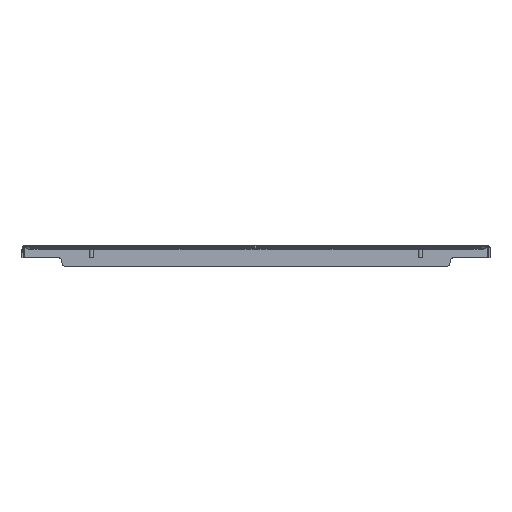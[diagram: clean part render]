
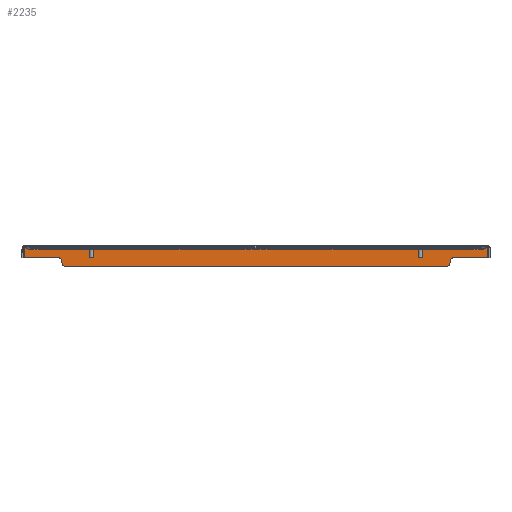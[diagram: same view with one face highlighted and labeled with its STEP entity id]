
A CAD part, front view. The second image highlights one B-rep face of the part: STEP entity #2235.
In plain terms, the highlighted planar face has unit normal (0, -1, 0).
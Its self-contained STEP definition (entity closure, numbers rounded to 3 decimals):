
#246 = CARTESIAN_POINT ( 'NONE',  ( -336.086, 998.5, -17.8 ) ) ;
#327 = CARTESIAN_POINT ( 'NONE',  ( -276.086, 998.5, -25. ) ) ;
#351 = DIRECTION ( 'NONE',  ( 0., 1., 0. ) ) ;
#374 = ORIENTED_EDGE ( 'NONE', *, *, #391, .F. ) ;
#391 = EDGE_CURVE ( 'NONE', #1274, #3123, #915, .T. ) ;
#428 = LINE ( 'NONE', #2129, #1753 ) ;
#596 = LINE ( 'NONE', #2378, #6084 ) ;
#674 = CARTESIAN_POINT ( 'NONE',  ( 276.086, 998.5, -25. ) ) ;
#680 = CARTESIAN_POINT ( 'NONE',  ( -276.086, 998.5, -30. ) ) ;
#915 = LINE ( 'NONE', #2166, #3189 ) ;
#954 = LINE ( 'NONE', #6546, #3566 ) ;
#1024 = ORIENTED_EDGE ( 'NONE', *, *, #1409, .T. ) ;
#1120 = CARTESIAN_POINT ( 'NONE',  ( 281.086, 998.5, -25. ) ) ;
#1205 = AXIS2_PLACEMENT_3D ( 'NONE', #674, #7483, #4426 ) ;
#1274 = VERTEX_POINT ( 'NONE', #3426 ) ;
#1310 = CARTESIAN_POINT ( 'NONE',  ( 276.086, 998.5, -30. ) ) ;
#1317 = CARTESIAN_POINT ( 'NONE',  ( 286.086, 998.5, -22.8 ) ) ;
#1378 = ORIENTED_EDGE ( 'NONE', *, *, #5440, .T. ) ;
#1409 = EDGE_CURVE ( 'NONE', #4131, #7857, #1991, .T. ) ;
#1528 = VECTOR ( 'NONE', #5940, 1000. ) ;
#1604 = DIRECTION ( 'NONE',  ( 0., 0., 1. ) ) ;
#1660 = VERTEX_POINT ( 'NONE', #4800 ) ;
#1676 = LINE ( 'NONE', #6135, #2058 ) ;
#1719 = VERTEX_POINT ( 'NONE', #4840 ) ;
#1753 = VECTOR ( 'NONE', #2896, 1000. ) ;
#1986 = VERTEX_POINT ( 'NONE', #246 ) ;
#1991 = CIRCLE ( 'NONE', #6786, 5. ) ;
#2058 = VECTOR ( 'NONE', #3005, 1000. ) ;
#2129 = CARTESIAN_POINT ( 'NONE',  ( -336.086, 998.5, 0. ) ) ;
#2166 = CARTESIAN_POINT ( 'NONE',  ( -281.086, 998.5, -30. ) ) ;
#2174 = DIRECTION ( 'NONE',  ( 0., 0., 1. ) ) ;
#2235 = ADVANCED_FACE ( 'NONE', ( #7040 ), #6388, .F. ) ;
#2378 = CARTESIAN_POINT ( 'NONE',  ( -339., 998.5, -3. ) ) ;
#2402 = EDGE_CURVE ( 'NONE', #1660, #1986, #7148, .T. ) ;
#2445 = ORIENTED_EDGE ( 'NONE', *, *, #6924, .T. ) ;
#2482 = DIRECTION ( 'NONE',  ( 1., 0., 0. ) ) ;
#2796 = DIRECTION ( 'NONE',  ( 0., -1., 0. ) ) ;
#2876 = VERTEX_POINT ( 'NONE', #680 ) ;
#2896 = DIRECTION ( 'NONE',  ( 0., 0., -1. ) ) ;
#2925 = VECTOR ( 'NONE', #7755, 1000. ) ;
#2956 = EDGE_CURVE ( 'NONE', #1719, #1986, #428, .T. ) ;
#3005 = DIRECTION ( 'NONE',  ( -1., 0., 0. ) ) ;
#3123 = VERTEX_POINT ( 'NONE', #3242 ) ;
#3189 = VECTOR ( 'NONE', #7808, 1000. ) ;
#3205 = VERTEX_POINT ( 'NONE', #1310 ) ;
#3242 = CARTESIAN_POINT ( 'NONE',  ( -281.086, 998.5, -22.8 ) ) ;
#3322 = CARTESIAN_POINT ( 'NONE',  ( 281.086, 998.5, -22.8 ) ) ;
#3378 = EDGE_CURVE ( 'NONE', #4131, #7934, #954, .T. ) ;
#3426 = CARTESIAN_POINT ( 'NONE',  ( -281.086, 998.5, -25. ) ) ;
#3459 = LINE ( 'NONE', #7856, #1528 ) ;
#3554 = AXIS2_PLACEMENT_3D ( 'NONE', #4061, #5860, #2174 ) ;
#3566 = VECTOR ( 'NONE', #7889, 1000. ) ;
#3658 = ORIENTED_EDGE ( 'NONE', *, *, #2956, .T. ) ;
#3891 = EDGE_LOOP ( 'NONE', ( #374, #4408, #6433, #2445, #6113, #1024, #5705, #7090, #6241, #3658, #7146, #1378 ) ) ;
#4049 = CARTESIAN_POINT ( 'NONE',  ( -336.086, 998.5, -17.8 ) ) ;
#4061 = CARTESIAN_POINT ( 'NONE',  ( 0., 998.5, 0. ) ) ;
#4089 = EDGE_CURVE ( 'NONE', #5622, #6314, #3459, .T. ) ;
#4131 = VERTEX_POINT ( 'NONE', #3322 ) ;
#4408 = ORIENTED_EDGE ( 'NONE', *, *, #6318, .T. ) ;
#4414 = LINE ( 'NONE', #4459, #5601 ) ;
#4426 = DIRECTION ( 'NONE',  ( 0., 0., 1. ) ) ;
#4439 = CARTESIAN_POINT ( 'NONE',  ( 286.086, 998.5, -17.8 ) ) ;
#4459 = CARTESIAN_POINT ( 'NONE',  ( 0., 998.5, -30. ) ) ;
#4540 = AXIS2_PLACEMENT_3D ( 'NONE', #327, #2796, #4657 ) ;
#4657 = DIRECTION ( 'NONE',  ( 0., 0., 1. ) ) ;
#4800 = CARTESIAN_POINT ( 'NONE',  ( -286.086, 998.5, -17.8 ) ) ;
#4840 = CARTESIAN_POINT ( 'NONE',  ( -336.086, 998.5, -3. ) ) ;
#4884 = EDGE_CURVE ( 'NONE', #1719, #5622, #596, .T. ) ;
#4934 = DIRECTION ( 'NONE',  ( 0., 1., 0. ) ) ;
#5012 = DIRECTION ( 'NONE',  ( 0., 0., 1. ) ) ;
#5041 = CARTESIAN_POINT ( 'NONE',  ( 336.086, 998.5, -3. ) ) ;
#5319 = CIRCLE ( 'NONE', #4540, 5. ) ;
#5440 = EDGE_CURVE ( 'NONE', #1660, #3123, #6345, .T. ) ;
#5601 = VECTOR ( 'NONE', #2482, 1000. ) ;
#5622 = VERTEX_POINT ( 'NONE', #5041 ) ;
#5705 = ORIENTED_EDGE ( 'NONE', *, *, #7985, .F. ) ;
#5860 = DIRECTION ( 'NONE',  ( 0., 1., 0. ) ) ;
#5940 = DIRECTION ( 'NONE',  ( 0., 0., -1. ) ) ;
#6084 = VECTOR ( 'NONE', #7937, 1000. ) ;
#6113 = ORIENTED_EDGE ( 'NONE', *, *, #3378, .F. ) ;
#6120 = CIRCLE ( 'NONE', #1205, 5. ) ;
#6135 = CARTESIAN_POINT ( 'NONE',  ( 336.086, 998.5, -17.8 ) ) ;
#6219 = AXIS2_PLACEMENT_3D ( 'NONE', #7158, #351, #1604 ) ;
#6241 = ORIENTED_EDGE ( 'NONE', *, *, #4884, .F. ) ;
#6314 = VERTEX_POINT ( 'NONE', #6484 ) ;
#6318 = EDGE_CURVE ( 'NONE', #1274, #2876, #5319, .T. ) ;
#6345 = CIRCLE ( 'NONE', #6219, 5. ) ;
#6388 = PLANE ( 'NONE',  #3554 ) ;
#6433 = ORIENTED_EDGE ( 'NONE', *, *, #7341, .T. ) ;
#6484 = CARTESIAN_POINT ( 'NONE',  ( 336.086, 998.5, -17.8 ) ) ;
#6546 = CARTESIAN_POINT ( 'NONE',  ( 281.086, 998.5, -30. ) ) ;
#6786 = AXIS2_PLACEMENT_3D ( 'NONE', #1317, #4934, #5012 ) ;
#6924 = EDGE_CURVE ( 'NONE', #3205, #7934, #6120, .T. ) ;
#7040 = FACE_OUTER_BOUND ( 'NONE', #3891, .T. ) ;
#7090 = ORIENTED_EDGE ( 'NONE', *, *, #4089, .F. ) ;
#7146 = ORIENTED_EDGE ( 'NONE', *, *, #2402, .F. ) ;
#7148 = LINE ( 'NONE', #4049, #2925 ) ;
#7158 = CARTESIAN_POINT ( 'NONE',  ( -286.086, 998.5, -22.8 ) ) ;
#7341 = EDGE_CURVE ( 'NONE', #2876, #3205, #4414, .T. ) ;
#7483 = DIRECTION ( 'NONE',  ( 0., -1., 0. ) ) ;
#7755 = DIRECTION ( 'NONE',  ( -1., 0., 0. ) ) ;
#7808 = DIRECTION ( 'NONE',  ( 0., 0., 1. ) ) ;
#7856 = CARTESIAN_POINT ( 'NONE',  ( 336.086, 998.5, -1.5 ) ) ;
#7857 = VERTEX_POINT ( 'NONE', #4439 ) ;
#7889 = DIRECTION ( 'NONE',  ( 0., 0., -1. ) ) ;
#7934 = VERTEX_POINT ( 'NONE', #1120 ) ;
#7937 = DIRECTION ( 'NONE',  ( 1., 0., 0. ) ) ;
#7985 = EDGE_CURVE ( 'NONE', #6314, #7857, #1676, .T. ) ;
